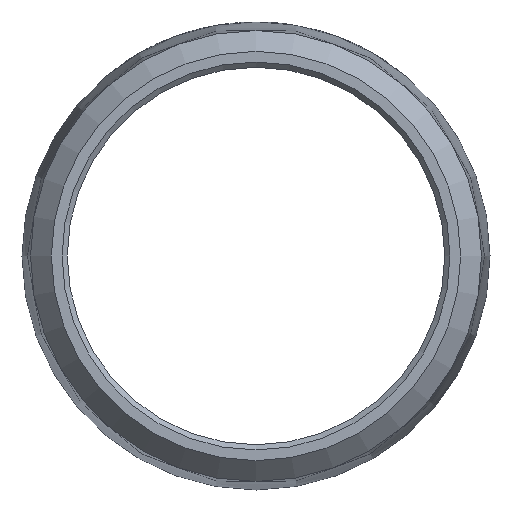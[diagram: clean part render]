
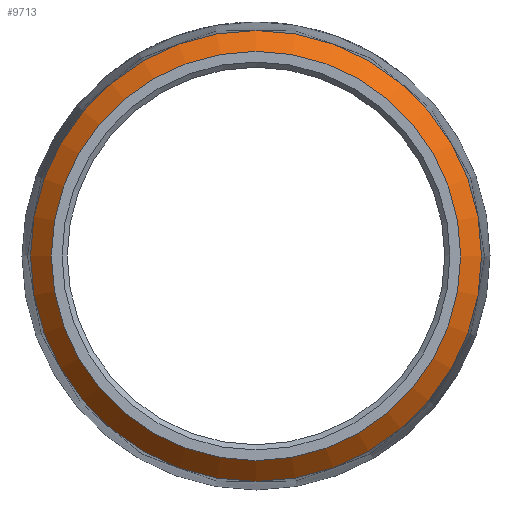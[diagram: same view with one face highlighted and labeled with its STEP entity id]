
A CAD part, left-side view. The second image highlights one B-rep face of the part: STEP entity #9713.
In plain terms, the highlighted conical face has half-angle 45 degrees and reference radius 12.96 mm.
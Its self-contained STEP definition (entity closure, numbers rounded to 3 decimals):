
#235 = AXIS2_PLACEMENT_3D ( 'NONE', #14276, #2597, #16722 ) ;
#1089 = CONICAL_SURFACE ( 'NONE', #4525, 12.961, 0.785 ) ;
#1610 = CARTESIAN_POINT ( 'NONE',  ( -68.803, 0., 0. ) ) ;
#2597 = DIRECTION ( 'NONE',  ( 1., 0., 0. ) ) ;
#3791 = VERTEX_POINT ( 'NONE', #12883 ) ;
#3988 = FACE_OUTER_BOUND ( 'NONE', #14586, .T. ) ;
#4525 = AXIS2_PLACEMENT_3D ( 'NONE', #1610, #9440, #11737 ) ;
#6232 = FACE_BOUND ( 'NONE', #10754, .T. ) ;
#7102 = DIRECTION ( 'NONE',  ( 1., 0., 0. ) ) ;
#8288 = DIRECTION ( 'NONE',  ( 0., 1., 0. ) ) ;
#8743 = VERTEX_POINT ( 'NONE', #13931 ) ;
#9027 = EDGE_CURVE ( 'NONE', #8743, #8743, #11122, .T. ) ;
#9440 = DIRECTION ( 'NONE',  ( 1., 0., 0. ) ) ;
#9571 = CARTESIAN_POINT ( 'NONE',  ( -70., 0., 0. ) ) ;
#9713 = ADVANCED_FACE ( 'NONE', ( #6232, #3988 ), #1089, .T. ) ;
#10637 = ORIENTED_EDGE ( 'NONE', *, *, #14964, .F. ) ;
#10754 = EDGE_LOOP ( 'NONE', ( #12881 ) ) ;
#11122 = CIRCLE ( 'NONE', #11376, 11.763 ) ;
#11376 = AXIS2_PLACEMENT_3D ( 'NONE', #9571, #7102, #8288 ) ;
#11737 = DIRECTION ( 'NONE',  ( 0., 1., 0. ) ) ;
#12881 = ORIENTED_EDGE ( 'NONE', *, *, #9027, .T. ) ;
#12883 = CARTESIAN_POINT ( 'NONE',  ( -68.803, 12.961, 0. ) ) ;
#13931 = CARTESIAN_POINT ( 'NONE',  ( -70., 11.763, 0. ) ) ;
#14276 = CARTESIAN_POINT ( 'NONE',  ( -68.803, 0., 0. ) ) ;
#14586 = EDGE_LOOP ( 'NONE', ( #10637 ) ) ;
#14919 = CIRCLE ( 'NONE', #235, 12.961 ) ;
#14964 = EDGE_CURVE ( 'NONE', #3791, #3791, #14919, .T. ) ;
#16722 = DIRECTION ( 'NONE',  ( 0., 1., 0. ) ) ;
